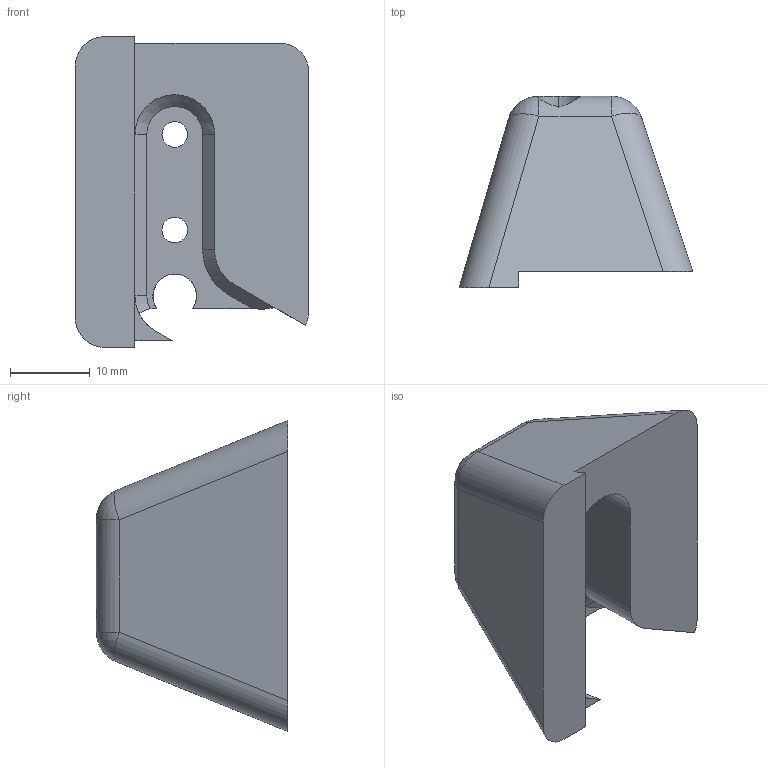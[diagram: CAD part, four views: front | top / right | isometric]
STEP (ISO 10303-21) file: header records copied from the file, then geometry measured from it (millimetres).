
FILE_DESCRIPTION (( 'STEP AP214' ), '1' );
FILE_NAME ('褐菜.STEP', '2024-07-26T03:41:15', ( '' ), ( '' ), 'SwSTEP 2.0', 'SolidWorks 2021', '' );
FILE_SCHEMA (( 'AUTOMOTIVE_DESIGN' ));
Length unit declared in the file: millimetre
Products named in the file (1): 褐菜
Bounding box: 29.33 x 24 x 39 mm (x, y, z)
Volume: 10834.3 mm3; surface area: 4370 mm2
Topology: 1 solids, 1 shells, 48 faces, 122 edges, 76 vertices
Faces by surface type: cylinder 21, plane 20, sphere 4, cone 3
Entity records: 1540 total; most frequent: CARTESIAN_POINT 354, ORIENTED_EDGE 244, DIRECTION 241, EDGE_CURVE 122, AXIS2_PLACEMENT_3D 89, VERTEX_POINT 76, LINE 63, VECTOR 63
